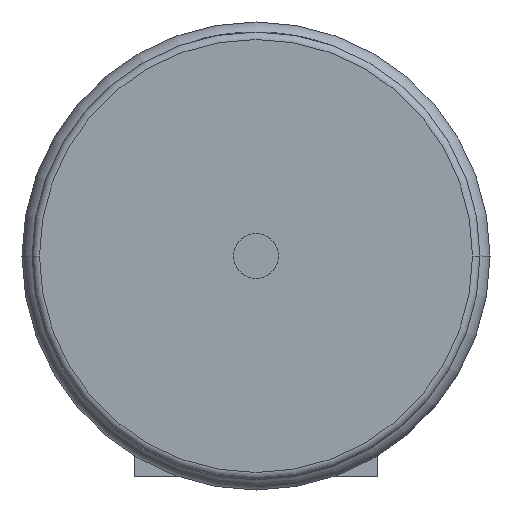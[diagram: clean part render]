
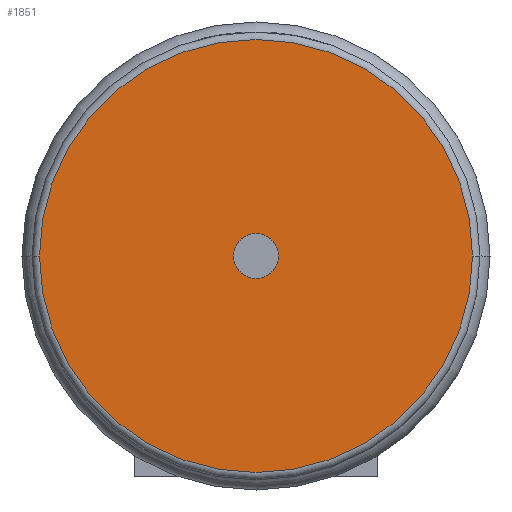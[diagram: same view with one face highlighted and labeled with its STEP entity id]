
A CAD part, front view. The second image highlights one B-rep face of the part: STEP entity #1851.
In plain terms, the highlighted planar face has unit normal (0, -1, 0).
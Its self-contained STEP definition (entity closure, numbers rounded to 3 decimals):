
#671=CARTESIAN_POINT('',(0.,0.,0.));
#672=DIRECTION('',(0.,1.,0.));
#673=DIRECTION('',(1.,0.,0.));
#674=AXIS2_PLACEMENT_3D('',#671,#672,#673);
#679=CARTESIAN_POINT('',(0.,0.,0.));
#680=DIRECTION('',(0.,1.,0.));
#681=DIRECTION('',(-1.,0.,0.));
#682=AXIS2_PLACEMENT_3D('',#679,#680,#681);
#1437=CARTESIAN_POINT('',(58.,0.,0.));
#1439=VERTEX_POINT('',#1437);
#1441=CARTESIAN_POINT('',(-58.,0.,0.));
#1443=VERTEX_POINT('',#1441);
#1841=CARTESIAN_POINT('',(0.,0.,0.));
#1842=DIRECTION('',(0.,1.,0.));
#1843=DIRECTION('',(1.,0.,0.));
#1844=AXIS2_PLACEMENT_3D('',#1841,#1842,#1843);
#1845=PLANE('',#1844);
#1847=ORIENTED_EDGE('',*,*,#1846,.T.);
#1848=ORIENTED_EDGE('',*,*,#1824,.T.);
#1849=EDGE_LOOP('',(#1847,#1848));
#1850=FACE_OUTER_BOUND('',#1849,.F.);
#675=CIRCLE('',#674,58.);
#683=CIRCLE('',#682,58.);
#1824=EDGE_CURVE('',#1443,#1439,#683,.T.);
#1846=EDGE_CURVE('',#1439,#1443,#675,.T.);
#1851=ADVANCED_FACE('',(#1850),#1845,.F.);
